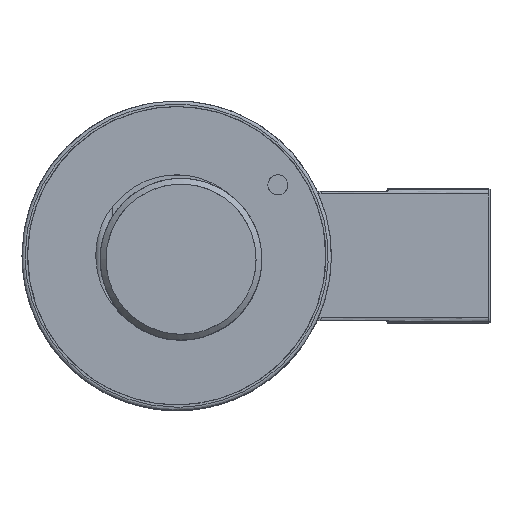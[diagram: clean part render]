
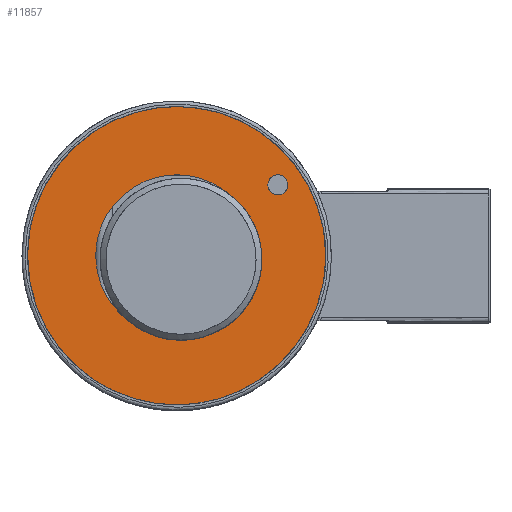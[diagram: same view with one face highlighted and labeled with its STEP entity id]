
A CAD part, top view. The second image highlights one B-rep face of the part: STEP entity #11857.
In plain terms, the highlighted free-form (B-spline) face has degree [1, 1] with [2, 2] control points.
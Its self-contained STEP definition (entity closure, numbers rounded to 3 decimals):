
#11754 = CARTESIAN_POINT ('', (64.54, 60.127, 229.18));
#11755 = VERTEX_POINT ('', #11754);
#11761 = CARTESIAN_POINT ('', (165.91, 60.127, 229.18));
#11762 = VERTEX_POINT ('', #11761);
#11763 = CARTESIAN_POINT ('', (165.91, 60.127, 229.18));
#11764 = CARTESIAN_POINT ('', (165.91, 110.812, 229.18));
#11765 = CARTESIAN_POINT ('', (115.225, 110.812, 229.18));
#11766 = CARTESIAN_POINT ('', (64.54, 110.812, 229.18));
#11767 = CARTESIAN_POINT ('', (64.54, 60.127, 229.18));
#11768 = (
   BOUNDED_CURVE ()
   B_SPLINE_CURVE (2, (#11763, #11764, #11765, #11766, #11767), .UNSPECIFIED., .F., .U.)
   B_SPLINE_CURVE_WITH_KNOTS ((3, 2, 3), (180., 270., 360.), .UNSPECIFIED.)
   CURVE ()
   GEOMETRIC_REPRESENTATION_ITEM ()
   RATIONAL_B_SPLINE_CURVE ((1., 0.707, 1., 0.707, 1.))
   REPRESENTATION_ITEM ('')
);
#11769 = EDGE_CURVE ('', #11762, #11755, #11768, .T.);
#11771 = CARTESIAN_POINT ('', (64.54, 60.127, 229.18));
#11772 = CARTESIAN_POINT ('', (64.54, 9.442, 229.18));
#11773 = CARTESIAN_POINT ('', (115.225, 9.442, 229.18));
#11774 = CARTESIAN_POINT ('', (165.91, 9.442, 229.18));
#11775 = CARTESIAN_POINT ('', (165.91, 60.127, 229.18));
#11776 = (
   BOUNDED_CURVE ()
   B_SPLINE_CURVE (2, (#11771, #11772, #11773, #11774, #11775), .UNSPECIFIED., .F., .U.)
   B_SPLINE_CURVE_WITH_KNOTS ((3, 2, 3), (360., 450., 540.), .UNSPECIFIED.)
   CURVE ()
   GEOMETRIC_REPRESENTATION_ITEM ()
   RATIONAL_B_SPLINE_CURVE ((1., 0.707, 1., 0.707, 1.))
   REPRESENTATION_ITEM ('')
);
#11777 = EDGE_CURVE ('', #11755, #11762, #11776, .T.);
#11804 = ORIENTED_EDGE ('', *, *, #11769, .T.);
#11805 = ORIENTED_EDGE ('', *, *, #11777, .T.);
#11806 = EDGE_LOOP ('', (#11804, #11805));
#11807 = FACE_OUTER_BOUND ('', #11806, .T.);
#11808 = CARTESIAN_POINT ('', (146.846, 82.267, 229.18));
#11809 = VERTEX_POINT ('', #11808);
#11810 = CARTESIAN_POINT ('', (152.416, 86.168, 229.18));
#11811 = VERTEX_POINT ('', #11810);
#11812 = CARTESIAN_POINT ('', (146.846, 82.267, 229.18));
#11813 = CARTESIAN_POINT ('', (144.895, 85.052, 229.18));
#11814 = CARTESIAN_POINT ('', (147.681, 87.003, 229.18));
#11815 = CARTESIAN_POINT ('', (150.466, 88.953, 229.18));
#11816 = CARTESIAN_POINT ('', (152.416, 86.168, 229.18));
#11817 = (
   BOUNDED_CURVE ()
   B_SPLINE_CURVE (2, (#11812, #11813, #11814, #11815, #11816), .UNSPECIFIED., .F., .U.)
   B_SPLINE_CURVE_WITH_KNOTS ((3, 2, 3), (180., 270., 360.), .UNSPECIFIED.)
   CURVE ()
   GEOMETRIC_REPRESENTATION_ITEM ()
   RATIONAL_B_SPLINE_CURVE ((1., 0.707, 1., 0.707, 1.))
   REPRESENTATION_ITEM ('')
);
#11818 = EDGE_CURVE ('', #11809, #11811, #11817, .T.);
#11819 = ORIENTED_EDGE ('', *, *, #11818, .T.);
#11820 = CARTESIAN_POINT ('', (152.416, 86.168, 229.18));
#11821 = CARTESIAN_POINT ('', (154.366, 83.382, 229.18));
#11822 = CARTESIAN_POINT ('', (151.581, 81.432, 229.18));
#11823 = CARTESIAN_POINT ('', (148.796, 79.482, 229.18));
#11824 = CARTESIAN_POINT ('', (146.846, 82.267, 229.18));
#11825 = (
   BOUNDED_CURVE ()
   B_SPLINE_CURVE (2, (#11820, #11821, #11822, #11823, #11824), .UNSPECIFIED., .F., .U.)
   B_SPLINE_CURVE_WITH_KNOTS ((3, 2, 3), (360., 450., 540.), .UNSPECIFIED.)
   CURVE ()
   GEOMETRIC_REPRESENTATION_ITEM ()
   RATIONAL_B_SPLINE_CURVE ((1., 0.707, 1., 0.707, 1.))
   REPRESENTATION_ITEM ('')
);
#11826 = EDGE_CURVE ('', #11811, #11809, #11825, .T.);
#11827 = ORIENTED_EDGE ('', *, *, #11826, .T.);
#11828 = EDGE_LOOP ('', (#11819, #11827));
#11829 = FACE_BOUND ('', #11828, .T.);
#11830 = CARTESIAN_POINT ('', (87.726, 59.863, 229.18));
#11831 = VERTEX_POINT ('', #11830);
#11832 = CARTESIAN_POINT ('', (142.724, 60.391, 229.18));
#11833 = VERTEX_POINT ('', #11832);
#11834 = CARTESIAN_POINT ('', (87.726, 59.863, 229.18));
#11835 = CARTESIAN_POINT ('', (87.99, 32.364, 229.18));
#11836 = CARTESIAN_POINT ('', (115.489, 32.629, 229.18));
#11837 = CARTESIAN_POINT ('', (142.988, 32.893, 229.18));
#11838 = CARTESIAN_POINT ('', (142.724, 60.391, 229.18));
#11839 = (
   BOUNDED_CURVE ()
   B_SPLINE_CURVE (2, (#11834, #11835, #11836, #11837, #11838), .UNSPECIFIED., .F., .U.)
   B_SPLINE_CURVE_WITH_KNOTS ((3, 2, 3), (180., 270., 360.), .UNSPECIFIED.)
   CURVE ()
   GEOMETRIC_REPRESENTATION_ITEM ()
   RATIONAL_B_SPLINE_CURVE ((1., 0.707, 1., 0.707, 1.))
   REPRESENTATION_ITEM ('')
);
#11840 = EDGE_CURVE ('', #11831, #11833, #11839, .T.);
#11841 = ORIENTED_EDGE ('', *, *, #11840, .F.);
#11842 = CARTESIAN_POINT ('', (142.724, 60.391, 229.18));
#11843 = CARTESIAN_POINT ('', (142.459, 87.89, 229.18));
#11844 = CARTESIAN_POINT ('', (114.961, 87.626, 229.18));
#11845 = CARTESIAN_POINT ('', (87.462, 87.362, 229.18));
#11846 = CARTESIAN_POINT ('', (87.726, 59.863, 229.18));
#11847 = (
   BOUNDED_CURVE ()
   B_SPLINE_CURVE (2, (#11842, #11843, #11844, #11845, #11846), .UNSPECIFIED., .F., .U.)
   B_SPLINE_CURVE_WITH_KNOTS ((3, 2, 3), (360., 450., 540.), .UNSPECIFIED.)
   CURVE ()
   GEOMETRIC_REPRESENTATION_ITEM ()
   RATIONAL_B_SPLINE_CURVE ((1., 0.707, 1., 0.707, 1.))
   REPRESENTATION_ITEM ('')
);
#11848 = EDGE_CURVE ('', #11833, #11831, #11847, .T.);
#11849 = ORIENTED_EDGE ('', *, *, #11848, .F.);
#11850 = EDGE_LOOP ('', (#11841, #11849));
#11851 = FACE_BOUND ('', #11850, .T.);
#11852 = CARTESIAN_POINT ('', (165.911, 9.441, 229.18));
#11853 = CARTESIAN_POINT ('', (64.539, 9.441, 229.18));
#11854 = CARTESIAN_POINT ('', (165.911, 110.813, 229.18));
#11855 = CARTESIAN_POINT ('', (64.539, 110.813, 229.18));
#11856 = B_SPLINE_SURFACE_WITH_KNOTS ('', 1, 1, ((#11852, #11853), (#11854, #11855)), .UNSPECIFIED., .F., .F., .U., (2, 2), (2, 2), (-50.686, 50.686), (-101.82, -0.448), .UNSPECIFIED.);
#11857 = ADVANCED_FACE ('', (#11807, #11829, #11851), #11856, .T.);
